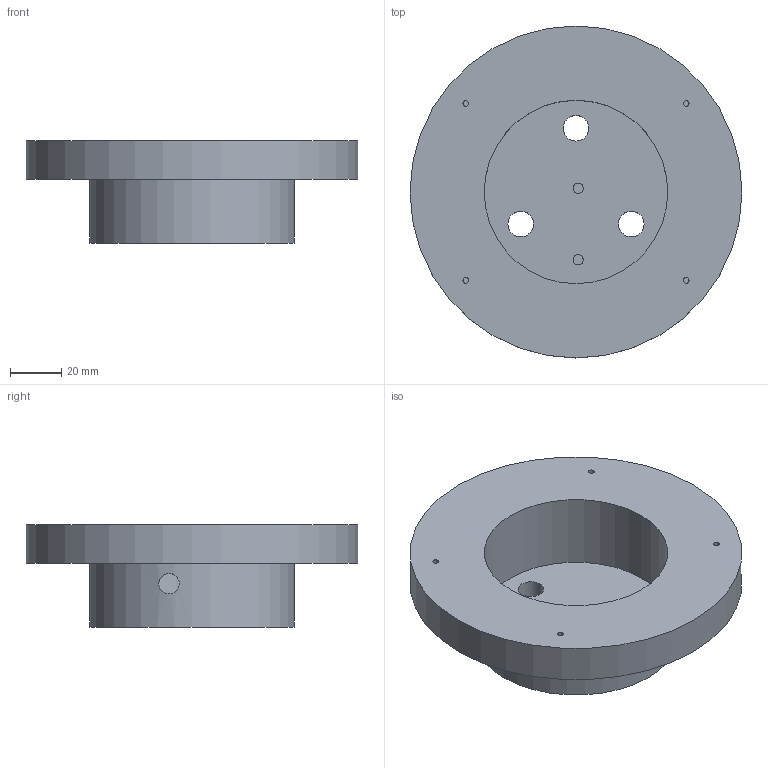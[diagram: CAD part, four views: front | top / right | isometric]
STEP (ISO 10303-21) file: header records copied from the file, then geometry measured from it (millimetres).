
FILE_DESCRIPTION(('STEP AP242'), '1');
FILE_NAME('PS', '', ('UNSPECIFIED'), ('UNSPECIFIED'), 'C3D Converter', 'C3D Toolkit', '');
FILE_SCHEMA(('AP242_MANAGED_MODEL_BASED_3D_ENGINEERING_MIM_LF { 1 0 10303 442 1 1 4 }'));
Length unit declared in the file: millimetre
Bounding box: 130 x 130 x 40 mm (x, y, z)
Volume: 200296.3 mm3; surface area: 46441.6 mm2
Topology: 1 solids, 1 shells, 23 faces, 39 edges, 26 vertices
Faces by surface type: cylinder 13, plane 10
Full cylindrical faces by diameter (mm): 2.2 x4, 4 x2, 8 x1, 10 x3, 71.875 x1, 80 x1, 130 x1
Entity records: 930 total; most frequent: CARTESIAN_POINT 283, DIRECTION 96, EDGE_LOOP 52, ORIENTED_EDGE 52, AXIS2_PLACEMENT_3D 48, FACE_OUTER_BOUND 26, FACE_BOUND 26, EDGE_CURVE 26
